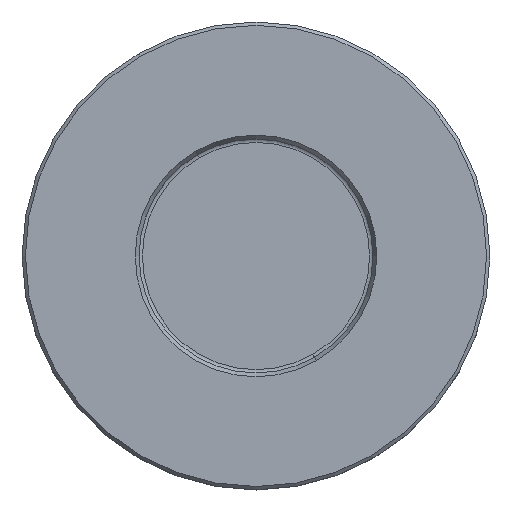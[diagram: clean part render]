
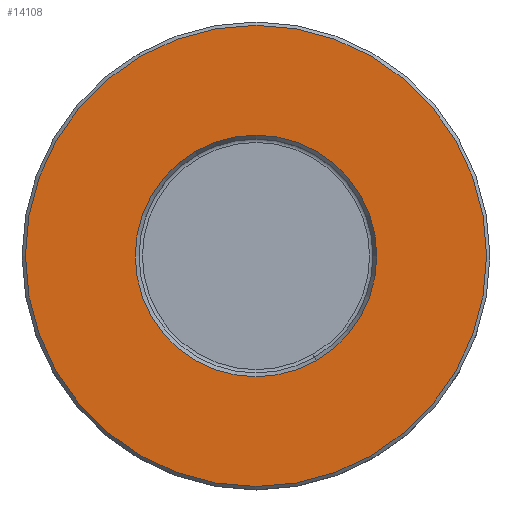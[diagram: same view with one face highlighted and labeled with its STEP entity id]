
A CAD part, top view. The second image highlights one B-rep face of the part: STEP entity #14108.
In plain terms, the highlighted planar face has unit normal (0, 0, 1).
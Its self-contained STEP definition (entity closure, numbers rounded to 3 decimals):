
#224=CARTESIAN_POINT('',(0.,0.,56.));
#225=DIRECTION('',(0.,0.,1.));
#226=DIRECTION('',(-0.5,0.866,0.));
#227=AXIS2_PLACEMENT_3D('',#224,#225,#226);
#232=CARTESIAN_POINT('',(0.,0.,56.));
#233=DIRECTION('',(0.,0.,-1.));
#234=DIRECTION('',(-0.5,0.866,0.));
#235=AXIS2_PLACEMENT_3D('',#232,#233,#234);
#254=CARTESIAN_POINT('',(0.,0.,56.));
#255=DIRECTION('',(0.,0.,-1.));
#256=DIRECTION('',(-0.5,0.866,0.));
#257=AXIS2_PLACEMENT_3D('',#254,#255,#256);
#262=CARTESIAN_POINT('',(0.,0.,56.));
#263=DIRECTION('',(0.,0.,1.));
#264=DIRECTION('',(-0.5,0.866,0.));
#265=AXIS2_PLACEMENT_3D('',#262,#263,#264);
#13739=CARTESIAN_POINT('',(-9.039,15.655,56.));
#13740=VERTEX_POINT('',#13739);
#13741=CARTESIAN_POINT('',(-17.25,29.878,56.));
#13743=VERTEX_POINT('',#13741);
#13797=CARTESIAN_POINT('',(9.039,-15.655,56.));
#13798=VERTEX_POINT('',#13797);
#13799=CARTESIAN_POINT('',(17.25,-29.878,56.));
#13801=VERTEX_POINT('',#13799);
#14093=CARTESIAN_POINT('',(0.,0.,56.));
#14094=DIRECTION('',(0.,0.,1.));
#14095=DIRECTION('',(0.5,-0.866,0.));
#14096=AXIS2_PLACEMENT_3D('',#14093,#14094,#14095);
#14097=PLANE('',#14096);
#14099=ORIENTED_EDGE('',*,*,#14098,.T.);
#14101=ORIENTED_EDGE('',*,*,#14100,.F.);
#14102=EDGE_LOOP('',(#14099,#14101));
#14103=FACE_OUTER_BOUND('',#14102,.F.);
#14104=ORIENTED_EDGE('',*,*,#14075,.T.);
#14105=ORIENTED_EDGE('',*,*,#14086,.F.);
#14106=EDGE_LOOP('',(#14104,#14105));
#14107=FACE_BOUND('',#14106,.F.);
#14108=ADVANCED_FACE('',(#14103,#14107),#14097,.T.);
#228=CIRCLE('',#227,18.077);
#236=CIRCLE('',#235,18.077);
#258=CIRCLE('',#257,34.5);
#266=CIRCLE('',#265,34.5);
#14075=EDGE_CURVE('',#13740,#13798,#228,.T.);
#14086=EDGE_CURVE('',#13740,#13798,#236,.T.);
#14098=EDGE_CURVE('',#13743,#13801,#258,.T.);
#14100=EDGE_CURVE('',#13743,#13801,#266,.T.);
